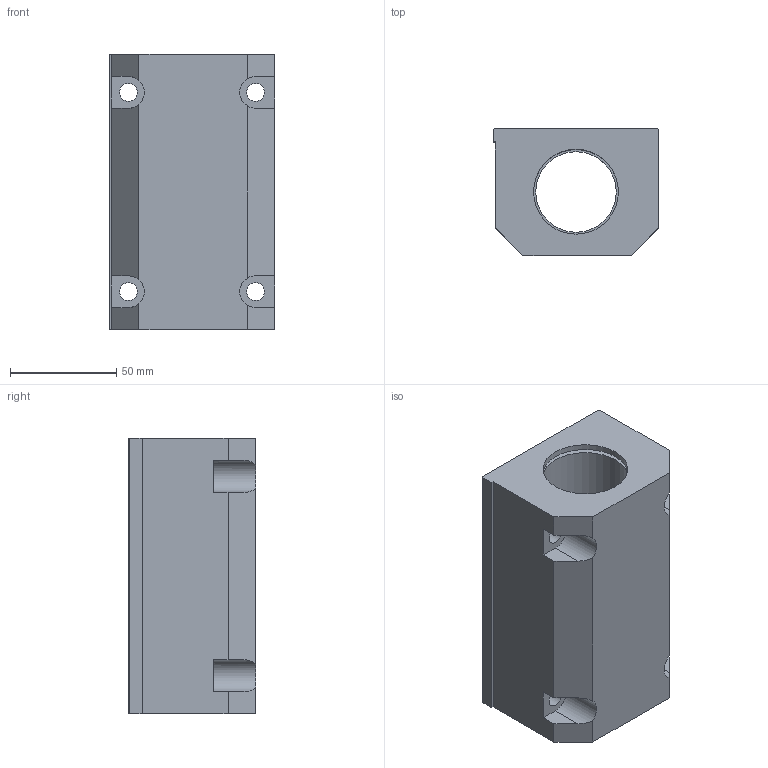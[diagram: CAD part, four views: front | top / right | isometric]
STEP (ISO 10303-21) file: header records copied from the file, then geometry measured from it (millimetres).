
FILE_DESCRIPTION( ( 'STEP AP214' ), '1' );
FILE_NAME( 'TAGI-25_2_14a.stp', ' ', ( ' ' ), ( ' ' ), 'PSStep 15.0.47', 'PARTsolutions', ' ' );
FILE_SCHEMA( ( 'AUTOMOTIVE_DESIGN { 1 0 10303 214 1 1 1 1 }' ) );
Length unit declared in the file: millimetre
Products named in the file (1): HI_TAGI-25
Bounding box: 78 x 60 x 130 mm (x, y, z)
Volume: 393454.2 mm3; surface area: 64336.6 mm2
Topology: 1 solids, 1 shells, 57 faces, 143 edges, 95 vertices
Faces by surface type: plane 35, cylinder 17, cone 5
Full cylindrical faces by diameter (mm): 4.3 x1, 6.647 x1, 8.376 x4, 38 x1, 40 x4, 45.5 x2
Entity records: 2136 total; most frequent: CARTESIAN_POINT 323, DIRECTION 282, ORIENTED_EDGE 242, EDGE_CURVE 121, AXIS2_PLACEMENT_3D 104, EDGE_LOOP 94, VERTEX_POINT 91, LINE 74
